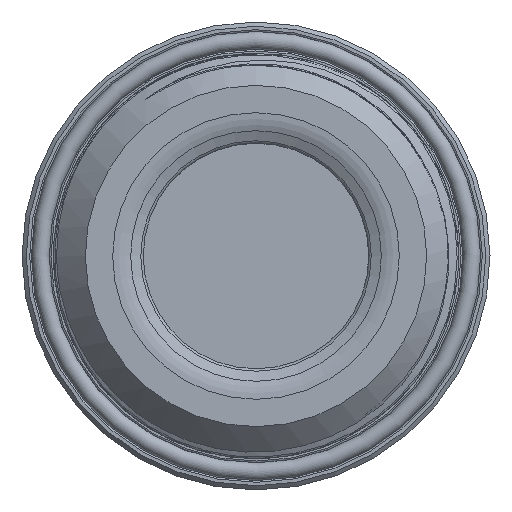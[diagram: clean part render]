
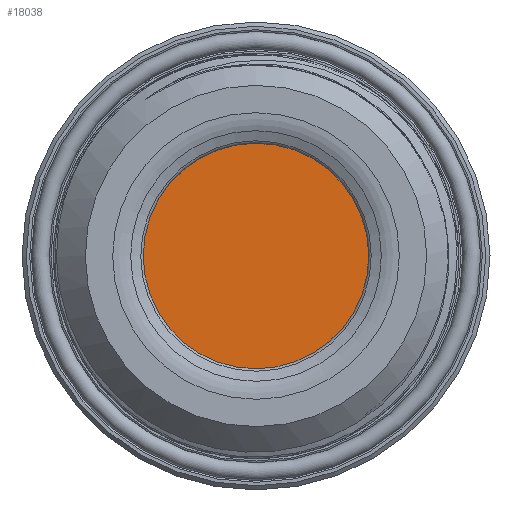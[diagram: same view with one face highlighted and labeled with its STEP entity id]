
A CAD part, left-side view. The second image highlights one B-rep face of the part: STEP entity #18038.
In plain terms, the highlighted face is planar.
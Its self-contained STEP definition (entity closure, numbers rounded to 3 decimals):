
#862=PLANE('',#19444);
#1602=FACE_OUTER_BOUND('',#2658,.T.);
#2658=EDGE_LOOP('',(#15201));
#3537=CIRCLE('',#19443,13.89);
#7954=VERTEX_POINT('',#50445);
#10474=EDGE_CURVE('',#7954,#7954,#3537,.T.);
#15201=ORIENTED_EDGE('',*,*,#10474,.T.);
#18038=ADVANCED_FACE('',(#1602),#862,.T.);
#19443=AXIS2_PLACEMENT_3D('',#50447,#22215,#22216);
#19444=AXIS2_PLACEMENT_3D('',#50448,#22217,#22218);
#22215=DIRECTION('center_axis',(1.,0.,0.));
#22216=DIRECTION('ref_axis',(0.,0.,-1.));
#22217=DIRECTION('center_axis',(1.,0.,0.));
#22218=DIRECTION('ref_axis',(0.,0.,-1.));
#50445=CARTESIAN_POINT('',(19.071,-13.89,0.));
#50447=CARTESIAN_POINT('Origin',(19.071,0.,
0.));
#50448=CARTESIAN_POINT('Origin',(19.071,0.,0.));
